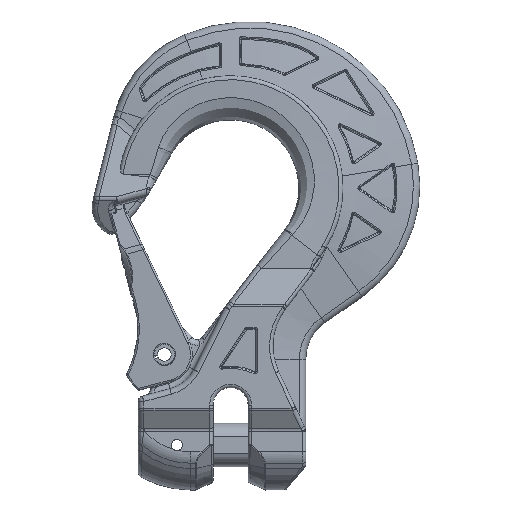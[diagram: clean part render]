
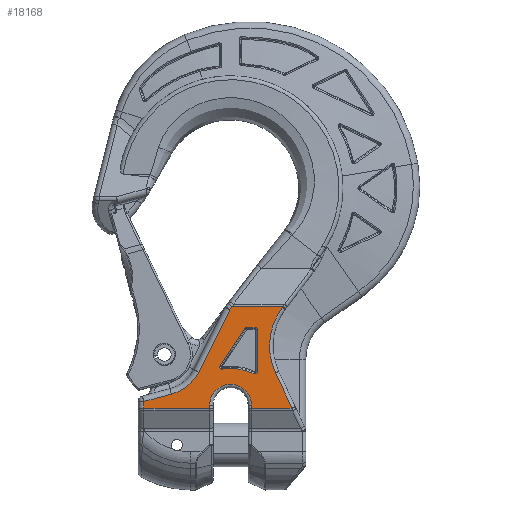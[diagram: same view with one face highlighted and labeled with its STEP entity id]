
A CAD part, front view. The second image highlights one B-rep face of the part: STEP entity #18168.
In plain terms, the highlighted planar face has unit normal (0, -1, 0).
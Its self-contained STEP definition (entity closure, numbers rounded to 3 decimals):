
#976=DIRECTION('',(0.423,0.,-0.906));
#977=VECTOR('',#976,35.13);
#978=CARTESIAN_POINT('',(40.345,-50.45,-165.838));
#979=LINE('',#978,#977);
#980=DIRECTION('',(1.,0.,0.));
#981=VECTOR('',#980,36.442);
#982=CARTESIAN_POINT('',(18.75,-50.45,-197.677));
#983=LINE('',#982,#981);
#984=DIRECTION('',(0.,0.,1.));
#985=VECTOR('',#984,2.756);
#986=CARTESIAN_POINT('',(18.75,-50.45,-197.677));
#987=LINE('',#986,#985);
#988=CARTESIAN_POINT('',(0.,-50.45,-194.921));
#989=DIRECTION('',(0.,-1.,0.));
#990=DIRECTION('',(1.,0.,0.));
#991=AXIS2_PLACEMENT_3D('',#988,#989,#990);
#993=DIRECTION('',(0.,0.,-1.));
#994=VECTOR('',#993,2.756);
#995=CARTESIAN_POINT('',(-18.75,-50.45,-194.921));
#996=LINE('',#995,#994);
#997=DIRECTION('',(1.,0.,0.));
#998=VECTOR('',#997,59.133);
#999=CARTESIAN_POINT('',(-77.883,-50.45,-197.677));
#1000=LINE('',#999,#998);
#1001=DIRECTION('',(0.,0.,-1.));
#1002=VECTOR('',#1001,5.971);
#1003=CARTESIAN_POINT('',(-77.883,-50.45,-191.706));
#1004=LINE('',#1003,#1002);
#1005=DIRECTION('',(-0.966,0.,-0.259));
#1006=VECTOR('',#1005,25.621);
#1007=CARTESIAN_POINT('',(-53.135,-50.45,-185.075));
#1008=LINE('',#1007,#1006);
#1009=CARTESIAN_POINT('',(-63.121,-50.45,-147.808));
#1010=DIRECTION('',(0.,1.,0.));
#1011=DIRECTION('',(0.892,0.,-0.451));
#1012=AXIS2_PLACEMENT_3D('',#1009,#1010,#1011);
#1014=DIRECTION('',(-0.451,0.,-0.892));
#1015=VECTOR('',#1014,62.414);
#1016=CARTESIAN_POINT('',(-0.522,-50.45,-109.527));
#1017=LINE('',#1016,#1015);
#1018=DIRECTION('',(-0.609,0.,-0.793));
#1019=VECTOR('',#1018,3.535);
#1020=CARTESIAN_POINT('',(1.63,-50.45,
-106.722));
#1021=LINE('',#1020,#1019);
#1022=DIRECTION('',(-1.,0.,0.));
#1023=VECTOR('',#1022,45.364);
#1024=CARTESIAN_POINT('',(46.994,-50.45,
-106.722));
#1025=LINE('',#1024,#1023);
#1026=DIRECTION('',(-0.604,0.,-0.797));
#1027=VECTOR('',#1026,0.708);
#1028=CARTESIAN_POINT('',(46.994,-50.45,
-106.722));
#1029=LINE('',#1028,#1027);
#1030=CARTESIAN_POINT('',(92.054,-50.45,-141.726));
#1031=DIRECTION('',(0.,-1.,0.));
#1032=DIRECTION('',(-0.797,0.,0.604));
#1033=AXIS2_PLACEMENT_3D('',#1030,#1031,#1032);
#1035=CARTESIAN_POINT('',(-7.665,-50.45,-160.562));
#1036=DIRECTION('',(0.,1.,0.));
#1037=DIRECTION('',(0.149,0.,-0.989));
#1038=AXIS2_PLACEMENT_3D('',#1035,#1036,#1037);
#1040=CARTESIAN_POINT('',(0.,-50.45,-211.448));
#1041=DIRECTION('',(0.,-1.,0.));
#1042=DIRECTION('',(0.428,0.,0.904));
#1043=AXIS2_PLACEMENT_3D('',#1040,#1041,#1042);
#1045=CARTESIAN_POINT('',(22.01,-50.45,-164.933));
#1046=DIRECTION('',(0.,1.,0.));
#1047=DIRECTION('',(1.,0.,0.));
#1048=AXIS2_PLACEMENT_3D('',#1045,#1046,#1047);
#1050=DIRECTION('',(0.,0.,-1.));
#1051=VECTOR('',#1050,38.093);
#1052=CARTESIAN_POINT('',(24.01,-50.45,-126.84));
#1053=LINE('',#1052,#1051);
#1054=CARTESIAN_POINT('',(22.01,-50.45,-126.84));
#1055=DIRECTION('',(0.,1.,0.));
#1056=DIRECTION('',(0.,0.,1.));
#1057=AXIS2_PLACEMENT_3D('',#1054,#1055,#1056);
#1059=DIRECTION('',(1.,0.,0.));
#1060=VECTOR('',#1059,7.481);
#1061=CARTESIAN_POINT('',(14.529,-50.45,-124.84));
#1062=LINE('',#1061,#1060);
#1063=CARTESIAN_POINT('',(14.529,-50.45,-126.84));
#1064=DIRECTION('',(0.,1.,0.));
#1065=DIRECTION('',(-0.835,0.,0.55));
#1066=AXIS2_PLACEMENT_3D('',#1063,#1064,#1065);
#1068=DIRECTION('',(0.55,0.,0.835));
#1069=VECTOR('',#1068,40.37);
#1070=CARTESIAN_POINT('',(-9.335,-50.45,-159.463));
#1071=LINE('',#1070,#1069);
#1106=CARTESIAN_POINT('',(1.63,-50.45,
-106.722));
#5191=CARTESIAN_POINT('',(55.192,-50.45,
-197.677));
#15568=VERTEX_POINT('',#1106);
#15573=CARTESIAN_POINT('',(-28.692,-50.45,-165.221));
#15574=CARTESIAN_POINT('',(-53.135,-50.45,-185.075));
#15575=VERTEX_POINT('',#15573);
#15576=VERTEX_POINT('',#15574);
#15585=CARTESIAN_POINT('',(-0.522,-50.45,-109.527));
#15587=VERTEX_POINT('',#15585);
#15623=CARTESIAN_POINT('',(-77.883,-50.45,-197.677));
#15624=VERTEX_POINT('',#15623);
#15627=CARTESIAN_POINT('',(-77.883,-50.45,-191.706));
#15628=VERTEX_POINT('',#15627);
#15707=CARTESIAN_POINT('',(-18.75,-50.45,-197.677));
#15708=VERTEX_POINT('',#15707);
#15711=CARTESIAN_POINT('',(-18.75,-50.45,-194.921));
#15712=VERTEX_POINT('',#15711);
#15715=CARTESIAN_POINT('',(18.75,-50.45,-194.921));
#15716=VERTEX_POINT('',#15715);
#15719=CARTESIAN_POINT('',(18.75,-50.45,-197.677));
#15720=VERTEX_POINT('',#15719);
#15788=VERTEX_POINT('',#5191);
#15790=CARTESIAN_POINT('',(40.345,-50.45,-165.838));
#15791=VERTEX_POINT('',#15790);
#15794=CARTESIAN_POINT('',(46.567,-50.45,-107.286));
#15795=VERTEX_POINT('',#15794);
#15798=CARTESIAN_POINT('',(46.994,-50.45,
-106.722));
#15799=VERTEX_POINT('',#15798);
#16114=CARTESIAN_POINT('',(-7.367,-50.45,-162.54));
#16115=CARTESIAN_POINT('',(-9.335,-50.45,-159.463));
#16116=VERTEX_POINT('',#16114);
#16117=VERTEX_POINT('',#16115);
#16122=CARTESIAN_POINT('',(12.858,-50.45,-125.74));
#16123=VERTEX_POINT('',#16122);
#16126=CARTESIAN_POINT('',(14.529,-50.45,-124.84));
#16127=VERTEX_POINT('',#16126);
#16130=CARTESIAN_POINT('',(22.01,-50.45,-124.84));
#16131=VERTEX_POINT('',#16130);
#16134=CARTESIAN_POINT('',(24.01,-50.45,-126.84));
#16135=VERTEX_POINT('',#16134);
#16138=CARTESIAN_POINT('',(24.01,-50.45,-164.933));
#16139=VERTEX_POINT('',#16138);
#16142=CARTESIAN_POINT('',(21.155,-50.45,-166.741));
#16143=VERTEX_POINT('',#16142);
#18116=CARTESIAN_POINT('',(199.457,-50.45,-105.405));
#18117=DIRECTION('',(0.,-1.,0.));
#18118=DIRECTION('',(0.,0.,-1.));
#18119=AXIS2_PLACEMENT_3D('',#18116,#18117,#18118);
#18120=PLANE('',#18119);
#18122=ORIENTED_EDGE('',*,*,#18121,.T.);
#18124=ORIENTED_EDGE('',*,*,#18123,.F.);
#18126=ORIENTED_EDGE('',*,*,#18125,.T.);
#18127=ORIENTED_EDGE('',*,*,#18106,.T.);
#18129=ORIENTED_EDGE('',*,*,#18128,.T.);
#18131=ORIENTED_EDGE('',*,*,#18130,.F.);
#18133=ORIENTED_EDGE('',*,*,#18132,.F.);
#18135=ORIENTED_EDGE('',*,*,#18134,.F.);
#18137=ORIENTED_EDGE('',*,*,#18136,.F.);
#18139=ORIENTED_EDGE('',*,*,#18138,.F.);
#18141=ORIENTED_EDGE('',*,*,#18140,.F.);
#18143=ORIENTED_EDGE('',*,*,#18142,.F.);
#18145=ORIENTED_EDGE('',*,*,#18144,.T.);
#18147=ORIENTED_EDGE('',*,*,#18146,.T.);
#18148=EDGE_LOOP('',(#18122,#18124,#18126,#18127,#18129,#18131,#18133,#18135,
#18137,#18139,#18141,#18143,#18145,#18147));
#18149=FACE_OUTER_BOUND('',#18148,.F.);
#18151=ORIENTED_EDGE('',*,*,#18150,.F.);
#18153=ORIENTED_EDGE('',*,*,#18152,.F.);
#18155=ORIENTED_EDGE('',*,*,#18154,.F.);
#18157=ORIENTED_EDGE('',*,*,#18156,.F.);
#18159=ORIENTED_EDGE('',*,*,#18158,.F.);
#18161=ORIENTED_EDGE('',*,*,#18160,.F.);
#18163=ORIENTED_EDGE('',*,*,#18162,.F.);
#18165=ORIENTED_EDGE('',*,*,#18164,.F.);
#18166=EDGE_LOOP('',(#18151,#18153,#18155,#18157,#18159,#18161,#18163,#18165));
#18167=FACE_BOUND('',#18166,.F.);
#18168=ADVANCED_FACE('',(#18149,#18167),#18120,.T.);
#992=CIRCLE('',#991,18.75);
#1013=CIRCLE('',#1012,38.582);
#1034=CIRCLE('',#1033,57.054);
#1039=CIRCLE('',#1038,2.);
#1044=CIRCLE('',#1043,49.46);
#1049=CIRCLE('',#1048,2.);
#1058=CIRCLE('',#1057,2.);
#1067=CIRCLE('',#1066,2.);
#18106=EDGE_CURVE('',#15716,#15712,#992,.T.);
#18121=EDGE_CURVE('',#15791,#15788,#979,.T.);
#18123=EDGE_CURVE('',#15720,#15788,#983,.T.);
#18125=EDGE_CURVE('',#15720,#15716,#987,.T.);
#18128=EDGE_CURVE('',#15712,#15708,#996,.T.);
#18130=EDGE_CURVE('',#15624,#15708,#1000,.T.);
#18132=EDGE_CURVE('',#15628,#15624,#1004,.T.);
#18134=EDGE_CURVE('',#15576,#15628,#1008,.T.);
#18136=EDGE_CURVE('',#15575,#15576,#1013,.T.);
#18138=EDGE_CURVE('',#15587,#15575,#1017,.T.);
#18140=EDGE_CURVE('',#15568,#15587,#1021,.T.);
#18142=EDGE_CURVE('',#15799,#15568,#1025,.T.);
#18144=EDGE_CURVE('',#15799,#15795,#1029,.T.);
#18146=EDGE_CURVE('',#15795,#15791,#1034,.T.);
#18150=EDGE_CURVE('',#16116,#16117,#1039,.T.);
#18152=EDGE_CURVE('',#16143,#16116,#1044,.T.);
#18154=EDGE_CURVE('',#16139,#16143,#1049,.T.);
#18156=EDGE_CURVE('',#16135,#16139,#1053,.T.);
#18158=EDGE_CURVE('',#16131,#16135,#1058,.T.);
#18160=EDGE_CURVE('',#16127,#16131,#1062,.T.);
#18162=EDGE_CURVE('',#16123,#16127,#1067,.T.);
#18164=EDGE_CURVE('',#16117,#16123,#1071,.T.);
